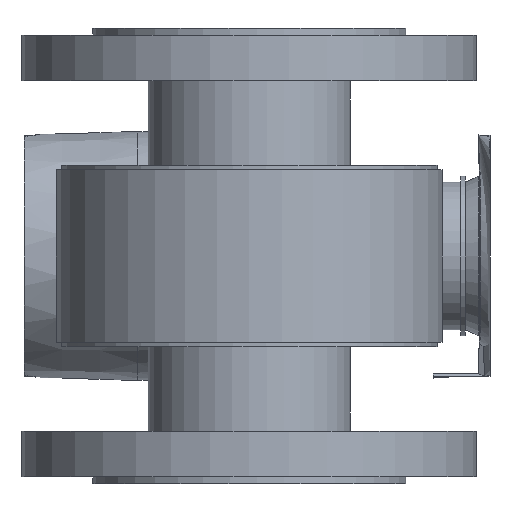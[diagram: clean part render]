
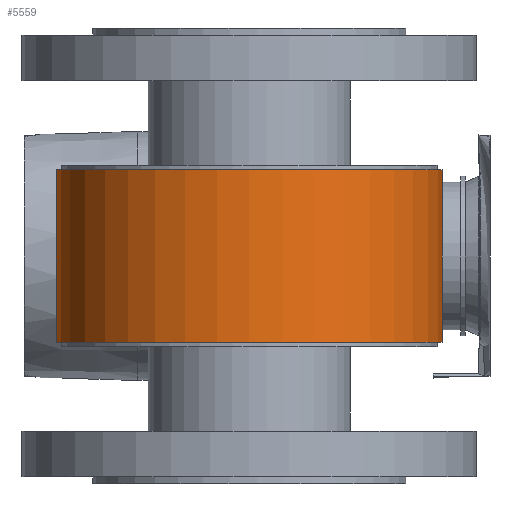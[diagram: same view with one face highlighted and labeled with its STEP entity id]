
A CAD part, front view. The second image highlights one B-rep face of the part: STEP entity #5559.
In plain terms, the highlighted cylindrical face has radius 85 mm (diameter 170 mm), a partial arc.
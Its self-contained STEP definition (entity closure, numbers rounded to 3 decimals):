
#474=LINE('',#9591,#770);
#475=LINE('',#9594,#771);
#770=VECTOR('',#7294,10.);
#771=VECTOR('',#7297,10.);
#927=CYLINDRICAL_SURFACE('',#6087,85.);
#1219=FACE_OUTER_BOUND('',#1611,.T.);
#1611=EDGE_LOOP('',(#4211,#4212,#4213,#4214));
#1930=CIRCLE('',#6083,85.);
#1933=CIRCLE('',#6088,85.);
#2367=VERTEX_POINT('',#9582);
#2368=VERTEX_POINT('',#9583);
#2369=VERTEX_POINT('',#9590);
#2370=VERTEX_POINT('',#9592);
#3008=EDGE_CURVE('',#2368,#2367,#1930,.T.);
#3011=EDGE_CURVE('',#2369,#2368,#474,.T.);
#3012=EDGE_CURVE('',#2370,#2369,#1933,.T.);
#3013=EDGE_CURVE('',#2367,#2370,#475,.T.);
#4211=ORIENTED_EDGE('',*,*,#3011,.F.);
#4212=ORIENTED_EDGE('',*,*,#3012,.F.);
#4213=ORIENTED_EDGE('',*,*,#3013,.F.);
#4214=ORIENTED_EDGE('',*,*,#3008,.F.);
#5559=ADVANCED_FACE('',(#1219),#927,.T.);
#6083=AXIS2_PLACEMENT_3D('',#9585,#7284,#7285);
#6087=AXIS2_PLACEMENT_3D('',#9589,#7292,#7293);
#6088=AXIS2_PLACEMENT_3D('',#9593,#7295,#7296);
#7284=DIRECTION('center_axis',(0.,0.,-1.));
#7285=DIRECTION('ref_axis',(-0.567,0.824,0.));
#7292=DIRECTION('center_axis',(0.,0.,1.));
#7293=DIRECTION('ref_axis',(0.,-1.,0.));
#7294=DIRECTION('',(0.,0.,-1.));
#7295=DIRECTION('center_axis',(0.,0.,1.));
#7296=DIRECTION('ref_axis',(-0.567,0.824,0.));
#7297=DIRECTION('',(0.,0.,1.));
#9582=CARTESIAN_POINT('',(-66.181,73.971,-38.));
#9583=CARTESIAN_POINT('',(30.255,73.971,-38.));
#9585=CARTESIAN_POINT('Origin',(-17.963,3.971,-38.));
#9589=CARTESIAN_POINT('Origin',(-17.963,3.971,0.));
#9590=CARTESIAN_POINT('',(30.255,73.971,38.));
#9591=CARTESIAN_POINT('',(30.255,73.971,0.));
#9592=CARTESIAN_POINT('',(-66.181,73.971,38.));
#9593=CARTESIAN_POINT('Origin',(-17.963,3.971,38.));
#9594=CARTESIAN_POINT('',(-66.181,73.971,0.));
